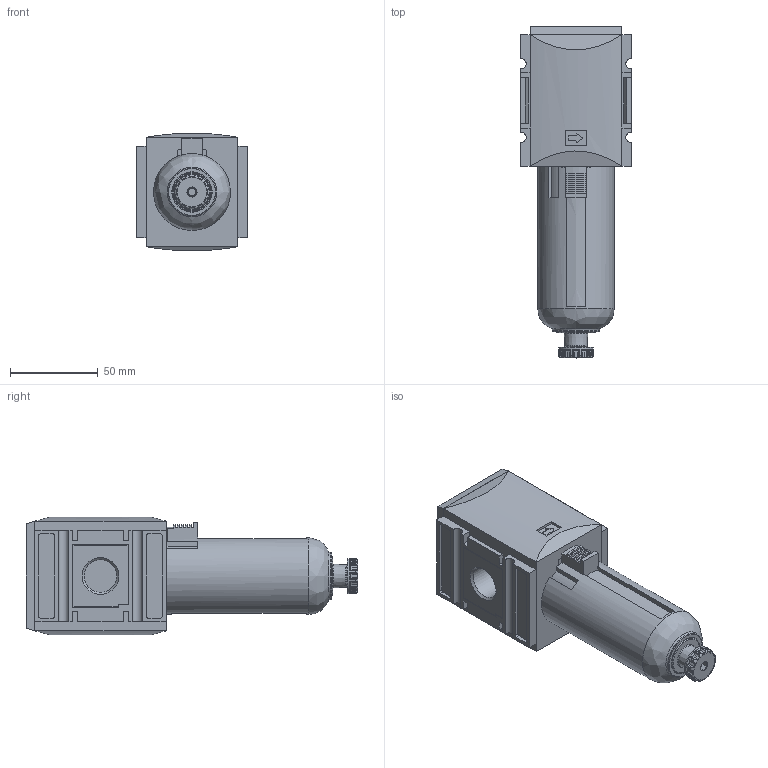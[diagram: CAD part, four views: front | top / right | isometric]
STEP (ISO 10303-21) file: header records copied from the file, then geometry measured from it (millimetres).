
FILE_DESCRIPTION( ( 'STEP AP214' ), ' ' );
FILE_NAME( '91302.EE00.stp', '2016-12-06T08:20:35', ( '' ), ( '' ), ' ', 'PARTsolutions', ' ' );
FILE_SCHEMA( ( 'AUTOMOTIVE_DESIGN { 1 0 10303 214 1 1 1 1 }' ) );
Length unit declared in the file: millimetre
Products named in the file (3): 91302.EE00; _FU 834G 1/2000-1; _FU 834_0
Assembly tree (2 placements, depth 2):
  91302.EE00
    _FU 834G 1/2000-1
    _FU 834_0
Bounding box: 63 x 189.5 x 67.12 mm (x, y, z)
Volume: 434797.7 mm3; surface area: 52712.6 mm2
Topology: 2 solids, 2 shells, 344 faces, 912 edges, 598 vertices
Faces by surface type: plane 193, cylinder 117, torus 18, cone 15, bspline 1
Full cylindrical faces by diameter (mm): 4 x1, 9.728 x1, 18.631 x2, 20 x1, 22 x1, 23 x1, 27 x1, 43.8 x1
Entity records: 13845 total; most frequent: CARTESIAN_POINT 2644, ORIENTED_EDGE 1768, DIRECTION 1674, EDGE_CURVE 884, VERTEX_POINT 592, LINE 570, VECTOR 570, AXIS2_PLACEMENT_3D 552
